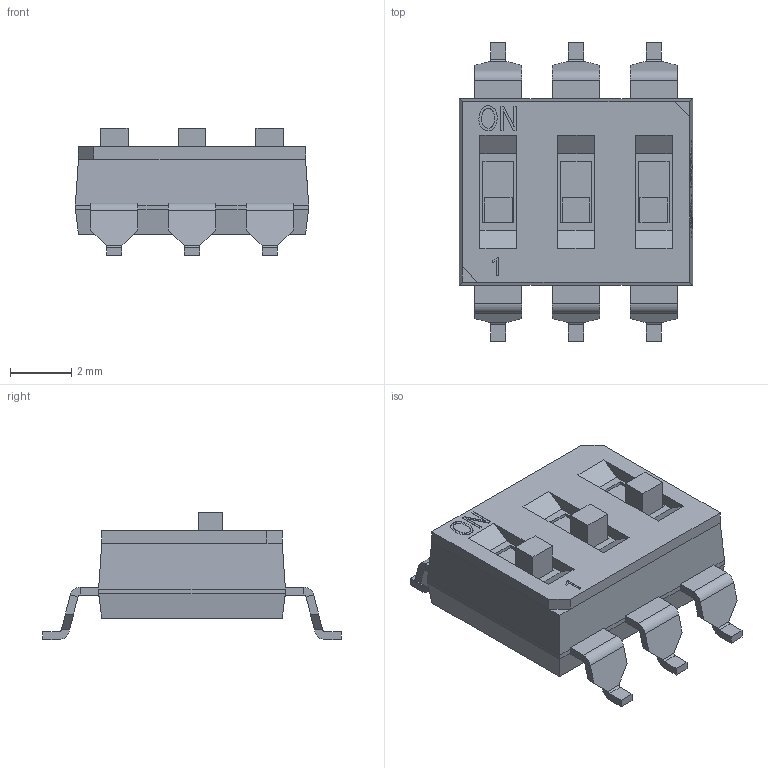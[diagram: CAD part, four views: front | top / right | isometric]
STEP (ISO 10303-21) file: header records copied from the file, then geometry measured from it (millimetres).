
FILE_DESCRIPTION (( 'STEP AP214' ), '1' );
FILE_NAME ('SW-SMD_6P-L7.6-W6.1-H4.2-P2.54-LS9.8.step', '2022-07-26T14:51:37', ( '' ), ( '' ), 'SwSTEP 2.0', 'SolidWorks 2020', '' );
FILE_SCHEMA (( 'AUTOMOTIVE_DESIGN' ));
Length unit declared in the file: millimetre
Products named in the file (1): SW-SMD_6P-L7.6-W6.1-H4.2-P2.54-LS9.8
Bounding box: 7.62 x 9.76 x 4.15 mm (x, y, z)
Volume: 130.6 mm3; surface area: 237.5 mm2
Topology: 16 solids, 16 shells, 527 faces, 1358 edges, 880 vertices
Faces by surface type: plane 377, bspline 126, cylinder 24
Entity records: 22498 total; most frequent: CARTESIAN_POINT 5676, ORIENTED_EDGE 2716, DIRECTION 1954, EDGE_CURVE 1358, LINE 1054, VECTOR 1054, VERTEX_POINT 880, EDGE_LOOP 556
